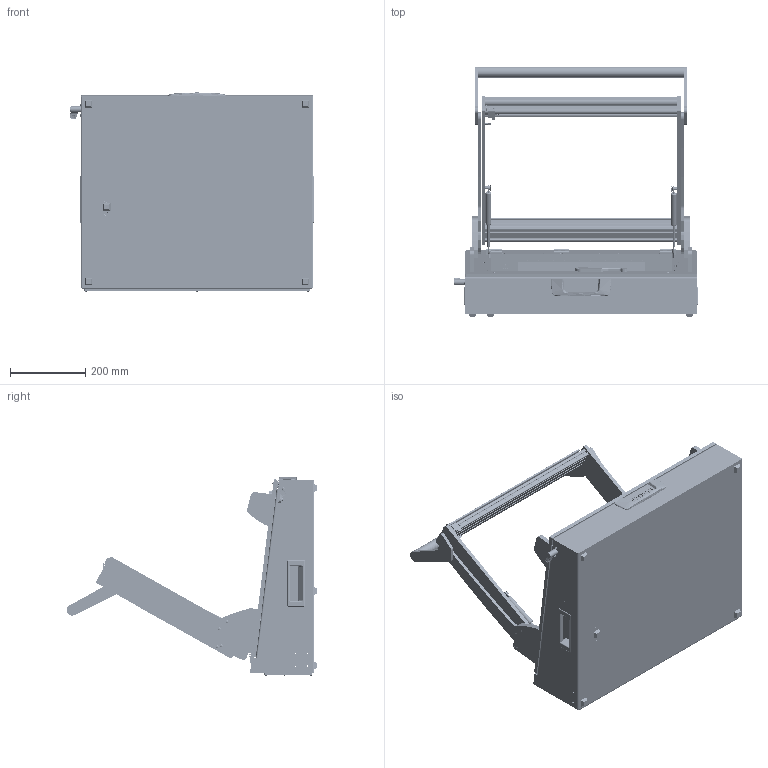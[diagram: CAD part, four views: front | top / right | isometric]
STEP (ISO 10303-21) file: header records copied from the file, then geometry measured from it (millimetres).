
FILE_DESCRIPTION (( 'STEP AP214' ), '1' );
FILE_NAME ('INGUN_43580_open.STEP', '2021-03-03T14:05:48', ( '' ), ( '' ), 'SwSTEP 2.0', 'SolidWorks 2018', '' );
FILE_SCHEMA (( 'AUTOMOTIVE_DESIGN' ));
Length unit declared in the file: millimetre
Products named in the file (107): 37972~6_S; 43582~7_KUNDE<S>; DIN6325~n_04,0m6x012; DIN912~n_M04,0x012; 21332~0_MA 2112<Standard>; DIN6325~n_04,0m6x016; 110443~0_S; 30112~0; 32587~4_S; 2281~0_180ø<Standard>; 31109~0; 37968~2_S; 21332_02~0; 53831~2_KUNDE<S>; 110231~1_S; 37758~3_KUNDE<S>; 20902~0; 31443~1; 32724~1; 32333~12; DIN7991~n_M03,0x016 VA; DIN7991~n_M05,0x012; DIN7991~n_M05,0x020; 2281~0; 109989~0_KUNDE<S>; 35651~1_S; 31442~5_S; 49317~0; ISO7380~n_M04,0x012; 37756~4_KUNDE<S>; 48727~1_S; ISO7380~n_M04,0x008; 53828~0_KUNDE<S>; 30758_02~0_S; 35469~1; 37792~1_S; 32171~0_S; 43493~2_KUNDE<S>; 48565~1_S; ISO7380~n_M05,0x020 ...
Assembly tree (224 placements, depth 5):
  INGUN_43580_open
    32504~6_S
      32333~12
      31555~4_S
      21332~0_MA 2112<Standard>
        21332_02~0
        21332_01~0
      20902~0
      30758~0_S  x2
        30758_01~0_S
        30758_02~0_S
      2720~0  x5
      53032~0_S
      32171~0_S
      32462~0_S
      29805~4_geschlossen<S>
        110322~4_S
        110705~1_S
        30984~0_S
        110231~1_S
        110443~0_S
        30112~0
        ISO7380~n_M05,0x030
        ISO7380~n_M04,0x008  x2
        DIN914~n_M04,0x05
      35334~0_S
      ISO7380~n_M04,0x012  x4
      DIN7991~n_M05,0x012  x2
      DIN7991~n_M05,0x016
      DIN985-A2~n_M05,0  x3
      8804~0
      DIN125~n_05,3 M05,0 Fase  x2
    43570~5_KUNDE offen<S>
      109982~0_offen<S>
        43491~4
        37968~2_S
        37971~8_S
        37972~6_S
        2281~0_180ø<Standard>  x3
          2281~0
        32341~6_S
        53031~0_S
        35649~1_S
        35651~1_S
        31253~0_S
        30955~0_S
        30915~0
        ASR~-a-s-r_拱04,2x07x拌8  x2
        2528~0  x2
        31109~0
        37973~3_S
        38827~0_S
        31666~1_S
        48727~1_S
          48726~2_S
          DIN6325~n_04,0m6x012
          48565~1_S
          DIN912~n_M04,0x020  x2
          DIN125~n_06,4 M06,0 Fase
          DIN125~n_04,3 M04,0  x2
Bounding box: 647.49 x 664.17 x 528.02 mm (x, y, z)
Volume: 6430085.6 mm3; surface area: 3523245.7 mm2
Topology: 232 solids, 232 shells, 5595 faces, 14011 edges, 8941 vertices
Faces by surface type: cylinder 2362, plane 2112, cone 698, bspline 230, sphere 100, torus 93
Entity records: 124908 total; most frequent: CARTESIAN_POINT 29265, DIRECTION 18677, ORIENTED_EDGE 17216, EDGE_CURVE 8608, AXIS2_PLACEMENT_3D 7050, VERTEX_POINT 5552, VECTOR 4577, LINE 4577
